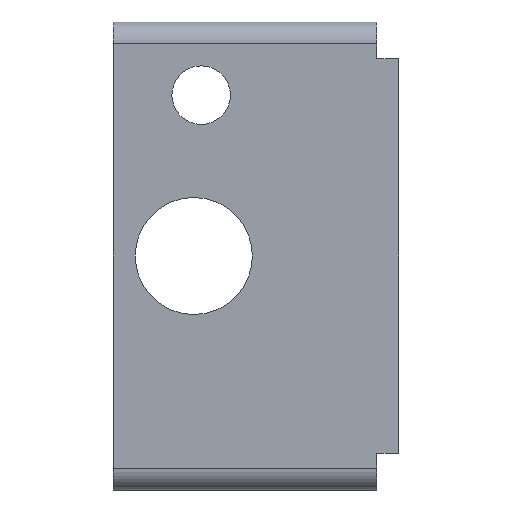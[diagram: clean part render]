
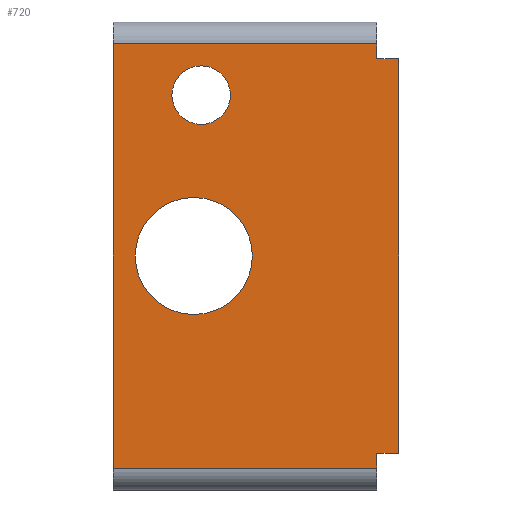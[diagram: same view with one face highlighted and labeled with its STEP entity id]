
A CAD part, left-side view. The second image highlights one B-rep face of the part: STEP entity #720.
In plain terms, the highlighted planar face has unit normal (-1, 0, 0).
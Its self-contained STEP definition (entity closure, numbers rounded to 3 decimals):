
#42=CARTESIAN_POINT('',(-20.,0.,-5.));
#43=VERTEX_POINT('',#42);
#50=CARTESIAN_POINT('',(-20.,0.,-59.));
#51=VERTEX_POINT('',#50);
#52=CARTESIAN_POINT('',(-20.,0.,-59.));
#53=DIRECTION('',(0.,0.,1.));
#54=VECTOR('',#53,54.);
#55=LINE('',#52,#54);
#56=EDGE_CURVE('',#51,#43,#55,.T.);
#285=CARTESIAN_POINT('',(-20.,39.,-61.));
#286=VERTEX_POINT('',#285);
#294=CARTESIAN_POINT('',(-20.,39.,-3.));
#295=VERTEX_POINT('',#294);
#296=CARTESIAN_POINT('',(-20.,39.,-61.));
#297=DIRECTION('',(0.,0.,1.));
#298=VECTOR('',#297,58.);
#299=LINE('',#296,#298);
#300=EDGE_CURVE('',#286,#295,#299,.T.);
#415=CARTESIAN_POINT('',(-20.,3.,-59.));
#416=VERTEX_POINT('',#415);
#423=CARTESIAN_POINT('',(-20.,3.,-61.));
#424=VERTEX_POINT('',#423);
#425=CARTESIAN_POINT('',(-20.,3.,-61.));
#426=DIRECTION('',(0.,0.,1.));
#427=VECTOR('',#426,2.);
#428=LINE('',#425,#427);
#429=EDGE_CURVE('',#424,#416,#428,.T.);
#456=CARTESIAN_POINT('',(-20.,3.,-3.));
#457=VERTEX_POINT('',#456);
#465=CARTESIAN_POINT('',(-20.,3.,-5.));
#466=VERTEX_POINT('',#465);
#467=CARTESIAN_POINT('',(-20.,3.,-5.));
#468=DIRECTION('',(0.,0.,1.));
#469=VECTOR('',#468,2.);
#470=LINE('',#467,#469);
#471=EDGE_CURVE('',#466,#457,#470,.T.);
#607=CARTESIAN_POINT('',(-20.,28.,-24.));
#608=VERTEX_POINT('',#607);
#615=CARTESIAN_POINT('',(-20.,28.,-40.));
#616=VERTEX_POINT('',#615);
#617=CARTESIAN_POINT('',(-20.,28.,-32.));
#618=DIRECTION('',(1.,0.,0.));
#619=DIRECTION('',(0.,0.,-1.));
#620=AXIS2_PLACEMENT_3D('',#617,#618,#619);
#621=CIRCLE('',#620,8.);
#622=EDGE_CURVE('',#616,#608,#621,.T.);
#648=CARTESIAN_POINT('',(-20.,28.,-32.));
#649=DIRECTION('',(1.,0.,-0.));
#650=DIRECTION('',(0.,0.,1.));
#651=AXIS2_PLACEMENT_3D('',#648,#649,#650);
#652=CIRCLE('',#651,8.);
#653=EDGE_CURVE('',#608,#616,#652,.T.);
#661=CARTESIAN_POINT('',(-20.,0.,-64.));
#662=DIRECTION('',(-1.,0.,0.));
#663=DIRECTION('',(0.,0.,1.));
#664=AXIS2_PLACEMENT_3D('',#661,#662,#663);
#665=PLANE('',#664);
#666=CARTESIAN_POINT('',(-20.,0.,-59.));
#667=DIRECTION('',(0.,1.,0.));
#668=VECTOR('',#667,3.);
#669=LINE('',#666,#668);
#670=EDGE_CURVE('',#51,#416,#669,.T.);
#671=ORIENTED_EDGE('',*,*,#670,.F.);
#672=ORIENTED_EDGE('',*,*,#56,.T.);
#673=CARTESIAN_POINT('',(-20.,0.,-5.));
#674=DIRECTION('',(0.,1.,0.));
#675=VECTOR('',#674,3.);
#676=LINE('',#673,#675);
#677=EDGE_CURVE('',#43,#466,#676,.T.);
#678=ORIENTED_EDGE('',*,*,#677,.T.);
#679=ORIENTED_EDGE('',*,*,#471,.T.);
#680=CARTESIAN_POINT('',(-20.,39.,-3.));
#681=DIRECTION('',(0.,-1.,0.));
#682=VECTOR('',#681,36.);
#683=LINE('',#680,#682);
#684=EDGE_CURVE('',#295,#457,#683,.T.);
#685=ORIENTED_EDGE('',*,*,#684,.F.);
#686=ORIENTED_EDGE('',*,*,#300,.F.);
#687=CARTESIAN_POINT('',(-20.,39.,-61.));
#688=DIRECTION('',(0.,-1.,0.));
#689=VECTOR('',#688,36.);
#690=LINE('',#687,#689);
#691=EDGE_CURVE('',#286,#424,#690,.T.);
#692=ORIENTED_EDGE('',*,*,#691,.T.);
#693=ORIENTED_EDGE('',*,*,#429,.T.);
#694=EDGE_LOOP('',(#671,#672,#678,#679,#685,#686,#692,#693));
#695=FACE_BOUND('',#694,.T.);
#696=ORIENTED_EDGE('',*,*,#653,.T.);
#697=ORIENTED_EDGE('',*,*,#622,.T.);
#698=EDGE_LOOP('',(#696,#697));
#699=FACE_BOUND('',#698,.T.);
#700=CARTESIAN_POINT('',(-20.,27.,-6.));
#701=VERTEX_POINT('',#700);
#702=CARTESIAN_POINT('',(-20.,27.,-14.));
#703=VERTEX_POINT('',#702);
#704=CARTESIAN_POINT('',(-20.,27.,-10.));
#705=DIRECTION('',(1.,0.,-0.));
#706=DIRECTION('',(0.,0.,1.));
#707=AXIS2_PLACEMENT_3D('',#704,#705,#706);
#708=CIRCLE('',#707,4.);
#709=EDGE_CURVE('',#701,#703,#708,.T.);
#710=ORIENTED_EDGE('',*,*,#709,.T.);
#711=CARTESIAN_POINT('',(-20.,27.,-10.));
#712=DIRECTION('',(1.,0.,0.));
#713=DIRECTION('',(0.,0.,-1.));
#714=AXIS2_PLACEMENT_3D('',#711,#712,#713);
#715=CIRCLE('',#714,4.);
#716=EDGE_CURVE('',#703,#701,#715,.T.);
#717=ORIENTED_EDGE('',*,*,#716,.T.);
#718=EDGE_LOOP('',(#710,#717));
#719=FACE_BOUND('',#718,.T.);
#720=ADVANCED_FACE('',(#695,#699,#719),#665,.T.);
